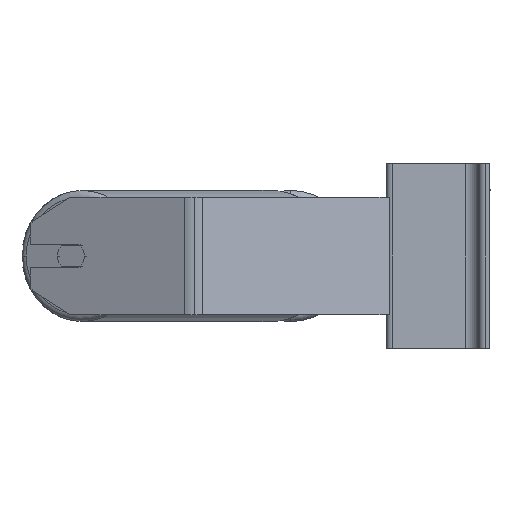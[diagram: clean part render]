
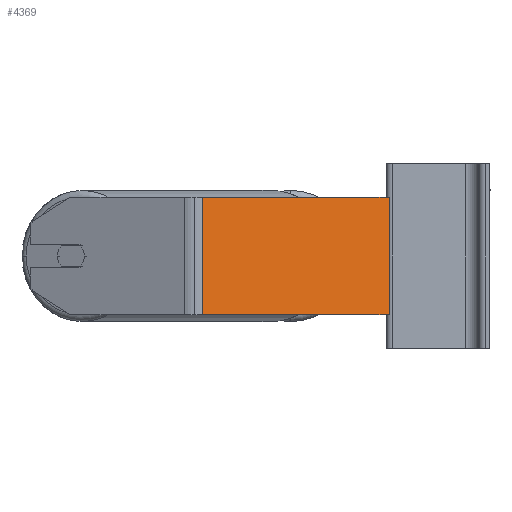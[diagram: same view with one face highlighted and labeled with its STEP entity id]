
A CAD part, left-side view. The second image highlights one B-rep face of the part: STEP entity #4369.
In plain terms, the highlighted planar face has unit normal (-0.94, -0.342, 0).
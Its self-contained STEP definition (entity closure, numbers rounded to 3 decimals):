
#140 = LINE ( 'NONE', #8328, #3442 ) ;
#316 = VECTOR ( 'NONE', #1448, 1000. ) ;
#518 = ORIENTED_EDGE ( 'NONE', *, *, #858, .F. ) ;
#617 = EDGE_LOOP ( 'NONE', ( #8689, #7807, #518, #1748 ) ) ;
#858 = EDGE_CURVE ( 'NONE', #8726, #1817, #6432, .T. ) ;
#1448 = DIRECTION ( 'NONE',  ( 0.342, -0.94, 0. ) ) ;
#1746 = AXIS2_PLACEMENT_3D ( 'NONE', #4956, #4012, #5713 ) ;
#1748 = ORIENTED_EDGE ( 'NONE', *, *, #7871, .T. ) ;
#1817 = VERTEX_POINT ( 'NONE', #6842 ) ;
#1916 = CARTESIAN_POINT ( 'NONE',  ( -533.627, 142.633, -40. ) ) ;
#2144 = LINE ( 'NONE', #5467, #4456 ) ;
#2298 = EDGE_CURVE ( 'NONE', #2508, #10597, #3871, .T. ) ;
#2508 = VERTEX_POINT ( 'NONE', #1916 ) ;
#3442 = VECTOR ( 'NONE', #5986, 1000. ) ;
#3871 = LINE ( 'NONE', #8821, #316 ) ;
#4012 = DIRECTION ( 'NONE',  ( 0.94, 0.342, 0. ) ) ;
#4174 = DIRECTION ( 'NONE',  ( 0.342, -0.94, 0. ) ) ;
#4334 = CARTESIAN_POINT ( 'NONE',  ( -533.627, 142.633, 40. ) ) ;
#4369 = ADVANCED_FACE ( 'NONE', ( #9873 ), #6535, .F. ) ;
#4456 = VECTOR ( 'NONE', #8608, 1000. ) ;
#4956 = CARTESIAN_POINT ( 'NONE',  ( -535.894, 148.86, 40. ) ) ;
#5467 = CARTESIAN_POINT ( 'NONE',  ( -533.627, 142.633, 40. ) ) ;
#5713 = DIRECTION ( 'NONE',  ( -0.342, 0.94, 0. ) ) ;
#5986 = DIRECTION ( 'NONE',  ( 0., 0., -1. ) ) ;
#6432 = LINE ( 'NONE', #9830, #6679 ) ;
#6535 = PLANE ( 'NONE',  #1746 ) ;
#6679 = VECTOR ( 'NONE', #4174, 1000. ) ;
#6842 = CARTESIAN_POINT ( 'NONE',  ( -487.518, 15.948, 40. ) ) ;
#7807 = ORIENTED_EDGE ( 'NONE', *, *, #8818, .F. ) ;
#7871 = EDGE_CURVE ( 'NONE', #8726, #2508, #2144, .T. ) ;
#8328 = CARTESIAN_POINT ( 'NONE',  ( -487.518, 15.948, 40. ) ) ;
#8608 = DIRECTION ( 'NONE',  ( 0., 0., -1. ) ) ;
#8689 = ORIENTED_EDGE ( 'NONE', *, *, #2298, .T. ) ;
#8726 = VERTEX_POINT ( 'NONE', #4334 ) ;
#8818 = EDGE_CURVE ( 'NONE', #1817, #10597, #140, .T. ) ;
#8821 = CARTESIAN_POINT ( 'NONE',  ( -535.894, 148.86, -40. ) ) ;
#9000 = CARTESIAN_POINT ( 'NONE',  ( -487.518, 15.948, -40. ) ) ;
#9830 = CARTESIAN_POINT ( 'NONE',  ( -535.894, 148.86, 40. ) ) ;
#9873 = FACE_OUTER_BOUND ( 'NONE', #617, .T. ) ;
#10597 = VERTEX_POINT ( 'NONE', #9000 ) ;
